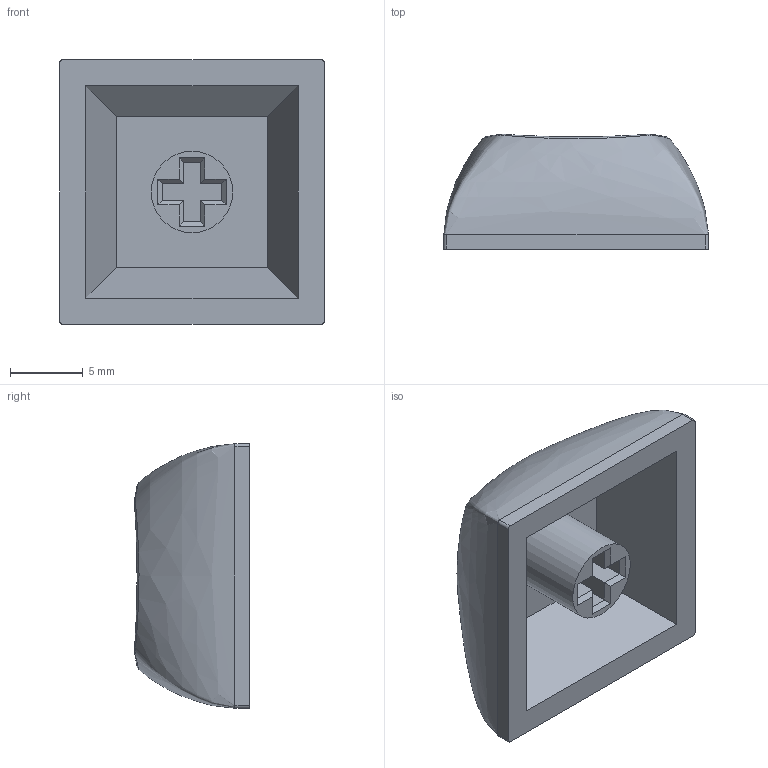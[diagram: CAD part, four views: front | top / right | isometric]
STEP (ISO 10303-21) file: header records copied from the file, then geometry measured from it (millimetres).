
FILE_DESCRIPTION(/* description */ (''),/* implementation_level */ '2;1');
FILE_NAME(/* name */ 'DSA key caps.step',/* time_stamp */ '2025-06-06T21:46:48-06:00',/* author */ (''),/* organization */ (''),/* preprocessor_version */ 'ST-DEVELOPER v20.1',/* originating_system */ 'Autodesk Translation Framework v14.10.0.0',/* authorisation */ '');
FILE_SCHEMA (('AUTOMOTIVE_DESIGN { 1 0 10303 214 3 1 1 }'));
Length unit declared in the file: millimetre
Products named in the file (2): DSA V4 1x1 v4_1; MX Mount v1_1
Assembly tree (1 placements, depth 2):
  DSA V4 1x1 v4_1
    MX Mount v1_1
Bounding box: 18.2 x 7.91 x 18.2 mm (x, y, z)
Volume: 1375.7 mm3; surface area: 1615.7 mm2
Topology: 2 solids, 2 shells, 73 faces, 177 edges, 112 vertices
Faces by surface type: plane 63, cylinder 6, bspline 3, sphere 1
Full cylindrical faces by diameter (mm): 5.6 x2
Entity records: 3093 total; most frequent: CARTESIAN_POINT 1344, ORIENTED_EDGE 354, DIRECTION 324, EDGE_CURVE 177, LINE 150, VECTOR 150, VERTEX_POINT 112, AXIS2_PLACEMENT_3D 87
